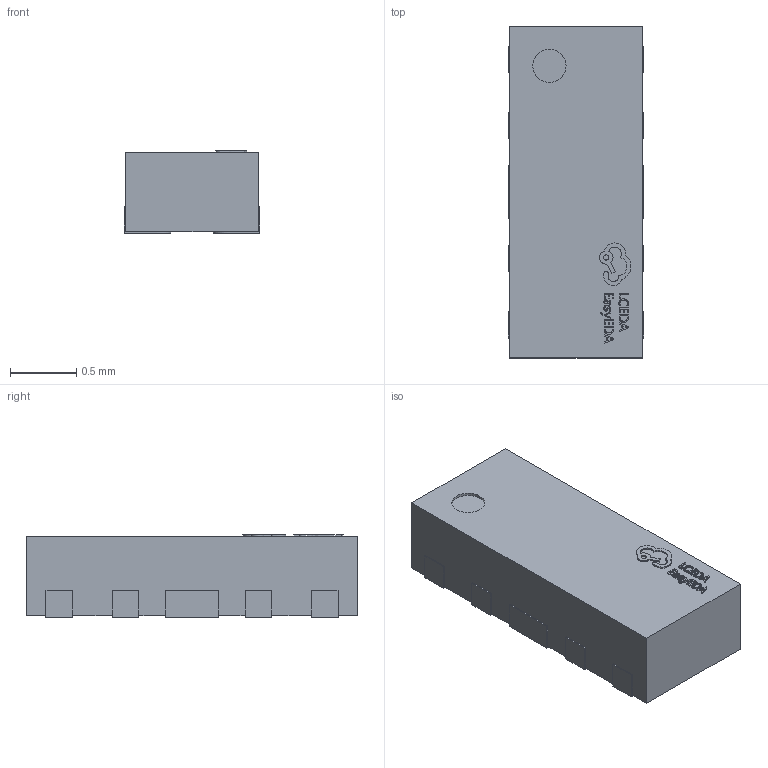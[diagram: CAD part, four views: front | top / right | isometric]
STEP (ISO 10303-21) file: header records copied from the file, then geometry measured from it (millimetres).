
FILE_DESCRIPTION (( 'STEP AP214' ), '1' );
FILE_NAME ('UDFN-10_L2.5-W1.0-H0.6-P0.50.step', '2022-06-30T13:58:53', ( '' ), ( '' ), 'SwSTEP 2.0', 'SolidWorks 2020', '' );
FILE_SCHEMA (( 'AUTOMOTIVE_DESIGN' ));
Length unit declared in the file: millimetre
Products named in the file (1): UDFN-10_L2.5-W1.0-H0.6-P0.50
Bounding box: 1.02 x 2.5 x 0.62 mm (x, y, z)
Volume: 1.5 mm3; surface area: 9.5 mm2
Topology: 1 solids, 1 shells, 297 faces, 825 edges, 550 vertices
Faces by surface type: plane 185, bspline 98, cylinder 14
Entity records: 12536 total; most frequent: CARTESIAN_POINT 2979, ORIENTED_EDGE 1650, DIRECTION 1053, EDGE_CURVE 825, LINE 597, VECTOR 597, VERTEX_POINT 550, EDGE_LOOP 317
